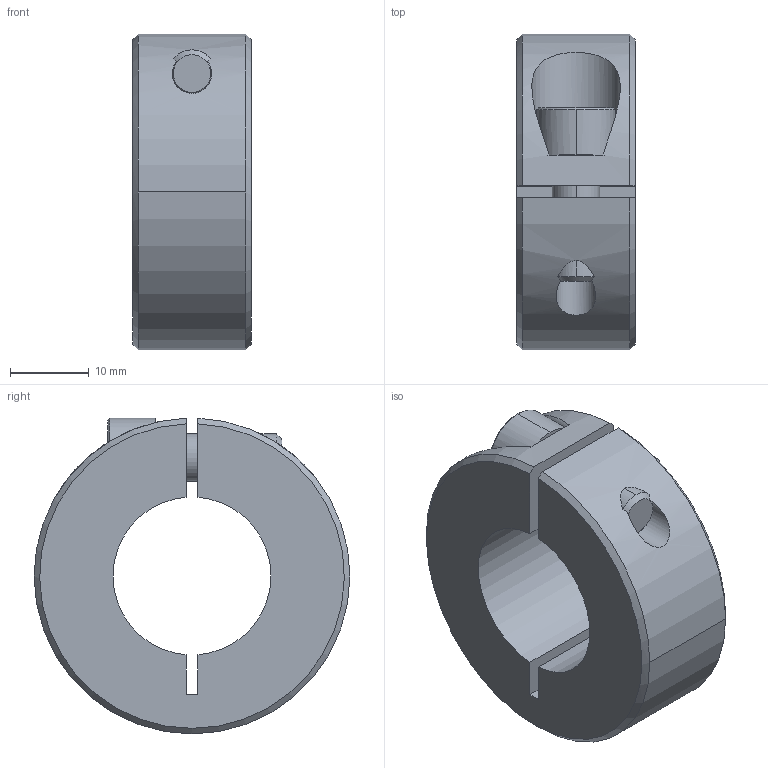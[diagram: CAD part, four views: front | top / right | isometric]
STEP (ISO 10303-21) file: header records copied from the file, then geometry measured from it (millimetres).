
FILE_DESCRIPTION(('Creo Elements/Direct Modeling STEP Export'),'2;1');
FILE_NAME('244894_Klemmring_geschlitzt-Ø20-AL.stp','2022-12-12T14:09:12',(''),(''),'PTC Creo Elements/Direct Modeling STEP processor for AP214 (Solid Model)','PTC Creo Elements/Direct Modeling 19.0C 15-Aug-2015 (C) Parametric Technology GmbH','');
FILE_SCHEMA(('AUTOMOTIVE_DESIGN { 1 0 10303 214 1 1 1 1 }'));
Length unit declared in the file: millimetre
Products named in the file (1): Klemmring_geschlitzt-Ø20-AL_244894_PX183608
Bounding box: 15 x 40 x 40 mm (x, y, z)
Volume: 13344.6 mm3; surface area: 5558.9 mm2
Topology: 1 solids, 1 shells, 40 faces, 103 edges, 69 vertices
Faces by surface type: plane 19, cylinder 15, cone 6
Entity records: 1589 total; most frequent: CARTESIAN_POINT 469, ORIENTED_EDGE 206, DIRECTION 177, EDGE_CURVE 103, VERTEX_POINT 69, AXIS2_PLACEMENT_3D 62, VECTOR 53, LINE 53
